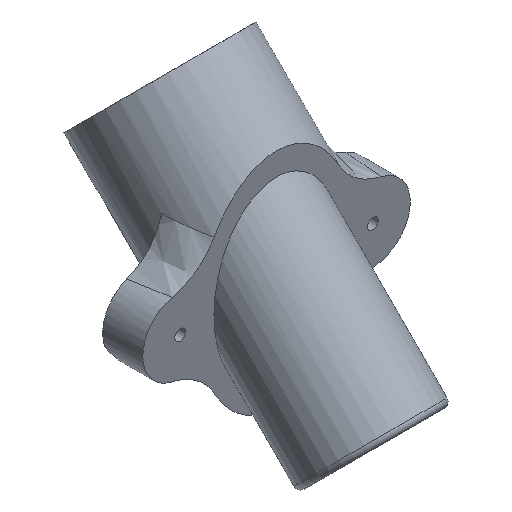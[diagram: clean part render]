
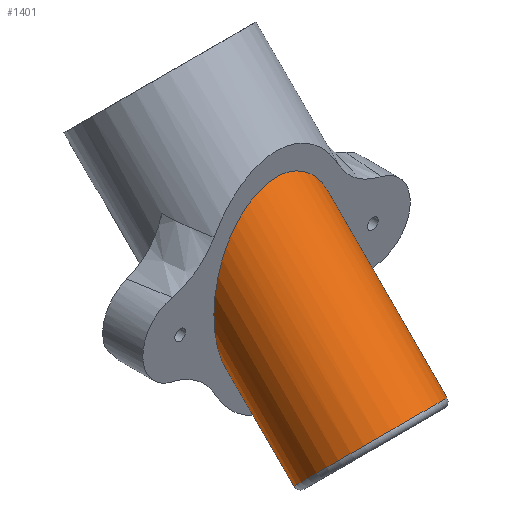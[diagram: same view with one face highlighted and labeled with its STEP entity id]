
A CAD part, isometric view. The second image highlights one B-rep face of the part: STEP entity #1401.
In plain terms, the highlighted cylindrical face has radius 11.707 mm (diameter 23.414 mm), a full revolution.
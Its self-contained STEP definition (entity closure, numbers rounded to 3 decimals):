
#34=ELLIPSE('',#1520,16.556,11.707);
#127=LINE('',#3510,#186);
#186=VECTOR('',#1820,11.707);
#209=CYLINDRICAL_SURFACE('',#1521,11.707);
#283=FACE_OUTER_BOUND('',#366,.T.);
#366=EDGE_LOOP('',(#1295,#1296,#1297,#1298,#1299));
#426=CIRCLE('',#1522,11.707);
#427=CIRCLE('',#1523,11.707);
#648=VERTEX_POINT('',#3506);
#649=VERTEX_POINT('',#3509);
#650=VERTEX_POINT('',#3511);
#864=EDGE_CURVE('',#648,#648,#34,.T.);
#865=EDGE_CURVE('',#648,#649,#127,.T.);
#866=EDGE_CURVE('',#649,#650,#426,.T.);
#867=EDGE_CURVE('',#650,#649,#427,.T.);
#1295=ORIENTED_EDGE('',*,*,#864,.T.);
#1296=ORIENTED_EDGE('',*,*,#865,.T.);
#1297=ORIENTED_EDGE('',*,*,#866,.T.);
#1298=ORIENTED_EDGE('',*,*,#867,.T.);
#1299=ORIENTED_EDGE('',*,*,#865,.F.);
#1401=ADVANCED_FACE('',(#283),#209,.T.);
#1520=AXIS2_PLACEMENT_3D('',#3507,#1816,#1817);
#1521=AXIS2_PLACEMENT_3D('',#3508,#1818,#1819);
#1522=AXIS2_PLACEMENT_3D('',#3512,#1821,#1822);
#1523=AXIS2_PLACEMENT_3D('',#3513,#1823,#1824);
#1816=DIRECTION('center_axis',(0.,-1.,0.));
#1817=DIRECTION('ref_axis',(0.,0.,-1.));
#1818=DIRECTION('center_axis',(0.,0.707,0.707));
#1819=DIRECTION('ref_axis',(0.,0.707,-0.707));
#1820=DIRECTION('',(0.,-0.707,-0.707));
#1821=DIRECTION('center_axis',(0.,0.707,0.707));
#1822=DIRECTION('ref_axis',(0.,0.707,-0.707));
#1823=DIRECTION('center_axis',(0.,0.707,0.707));
#1824=DIRECTION('ref_axis',(0.,0.707,-0.707));
#3506=CARTESIAN_POINT('',(0.,0.,16.556));
#3507=CARTESIAN_POINT('Origin',(0.,0.,0.));
#3508=CARTESIAN_POINT('Origin',(0.,2.106,2.106));
#3509=CARTESIAN_POINT('',(0.,-25.849,-9.293));
#3510=CARTESIAN_POINT('',(0.,-6.172,10.385));
#3511=CARTESIAN_POINT('',(-11.707,-17.571,-17.571));
#3512=CARTESIAN_POINT('Origin',(0.,-17.571,-17.571));
#3513=CARTESIAN_POINT('Origin',(0.,-17.571,-17.571));
